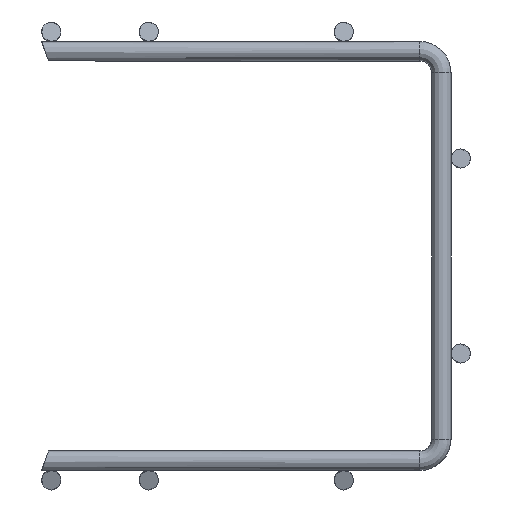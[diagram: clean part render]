
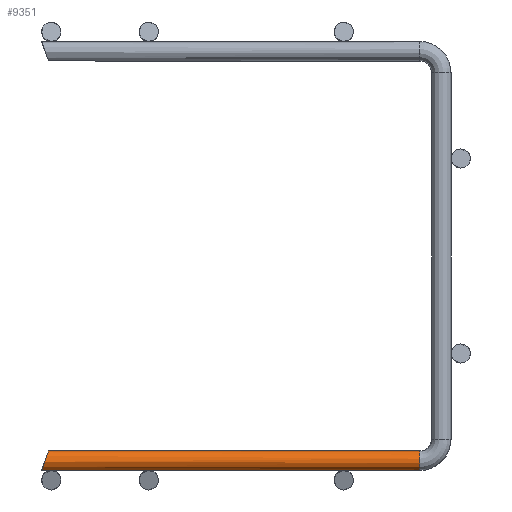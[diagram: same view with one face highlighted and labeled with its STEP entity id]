
A CAD part, left-side view. The second image highlights one B-rep face of the part: STEP entity #9351.
In plain terms, the highlighted cylindrical face has radius 2.5 mm (diameter 5 mm), a partial arc.
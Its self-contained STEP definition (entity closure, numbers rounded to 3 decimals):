
#431 = AXIS2_PLACEMENT_3D ( 'NONE', #2716, #8280, #4445 ) ;
#677 = ORIENTED_EDGE ( 'NONE', *, *, #6192, .F. ) ;
#734 = CARTESIAN_POINT ( 'NONE',  ( 0., 3., -50. ) ) ;
#835 = LINE ( 'NONE', #734, #2556 ) ;
#1373 = VERTEX_POINT ( 'NONE', #5625 ) ;
#1913 = EDGE_CURVE ( 'NONE', #1373, #6794, #4670, .T. ) ;
#2556 = VECTOR ( 'NONE', #10269, 1000. ) ;
#2688 = CARTESIAN_POINT ( 'NONE',  ( 0., 3., -55. ) ) ;
#2701 = ORIENTED_EDGE ( 'NONE', *, *, #6644, .F. ) ;
#2716 = CARTESIAN_POINT ( 'NONE',  ( 0., 3., -52.5 ) ) ;
#3240 = CARTESIAN_POINT ( 'NONE',  ( -5., 100., -55. ) ) ;
#3547 = FACE_OUTER_BOUND ( 'NONE', #9222, .T. ) ;
#3699 = CYLINDRICAL_SURFACE ( 'NONE', #431, 2.5 ) ;
#3783 = CIRCLE ( 'NONE', #6968, 2.5 ) ;
#3944 = CARTESIAN_POINT ( 'NONE',  ( 0., 3., -55. ) ) ;
#4025 = CARTESIAN_POINT ( 'NONE',  ( 0., 98.18, -50. ) ) ;
#4445 = DIRECTION ( 'NONE',  ( 0., 0., 1. ) ) ;
#4670 =( BOUNDED_CURVE ( )  B_SPLINE_CURVE ( 3, ( #4025, #5590, #3240, #4808 ),
 .UNSPECIFIED., .F., .T. ) 
 B_SPLINE_CURVE_WITH_KNOTS ( ( 4, 4 ),
 ( 3.142, 6.283 ),
 .UNSPECIFIED. ) 
 CURVE ( )  GEOMETRIC_REPRESENTATION_ITEM ( )  RATIONAL_B_SPLINE_CURVE ( ( 1., 0.333, 0.333, 1. ) ) 
 REPRESENTATION_ITEM ( '' )  );
#4808 = CARTESIAN_POINT ( 'NONE',  ( 0., 100., -55. ) ) ;
#5190 = DIRECTION ( 'NONE',  ( 0., 0., -1. ) ) ;
#5590 = CARTESIAN_POINT ( 'NONE',  ( -5., 98.18, -50. ) ) ;
#5625 = CARTESIAN_POINT ( 'NONE',  ( 0., 98.18, -50. ) ) ;
#6066 = CARTESIAN_POINT ( 'NONE',  ( 0., 3., -52.5 ) ) ;
#6192 = EDGE_CURVE ( 'NONE', #10044, #6794, #7697, .T. ) ;
#6566 = VERTEX_POINT ( 'NONE', #8144 ) ;
#6644 = EDGE_CURVE ( 'NONE', #6566, #10044, #3783, .T. ) ;
#6794 = VERTEX_POINT ( 'NONE', #9850 ) ;
#6864 = DIRECTION ( 'NONE',  ( 0., -1., 0. ) ) ;
#6968 = AXIS2_PLACEMENT_3D ( 'NONE', #6066, #6864, #5190 ) ;
#7376 = ORIENTED_EDGE ( 'NONE', *, *, #1913, .T. ) ;
#7697 = LINE ( 'NONE', #3944, #9299 ) ;
#7887 = EDGE_CURVE ( 'NONE', #6566, #1373, #835, .T. ) ;
#8021 = ORIENTED_EDGE ( 'NONE', *, *, #7887, .T. ) ;
#8144 = CARTESIAN_POINT ( 'NONE',  ( 0., 3., -50. ) ) ;
#8280 = DIRECTION ( 'NONE',  ( 0., 1., 0. ) ) ;
#9222 = EDGE_LOOP ( 'NONE', ( #677, #2701, #8021, #7376 ) ) ;
#9299 = VECTOR ( 'NONE', #9549, 1000. ) ;
#9351 = ADVANCED_FACE ( 'NONE', ( #3547 ), #3699, .T. ) ;
#9549 = DIRECTION ( 'NONE',  ( 0., 1., 0. ) ) ;
#9850 = CARTESIAN_POINT ( 'NONE',  ( 0., 100., -55. ) ) ;
#10044 = VERTEX_POINT ( 'NONE', #2688 ) ;
#10269 = DIRECTION ( 'NONE',  ( 0., 1., 0. ) ) ;
